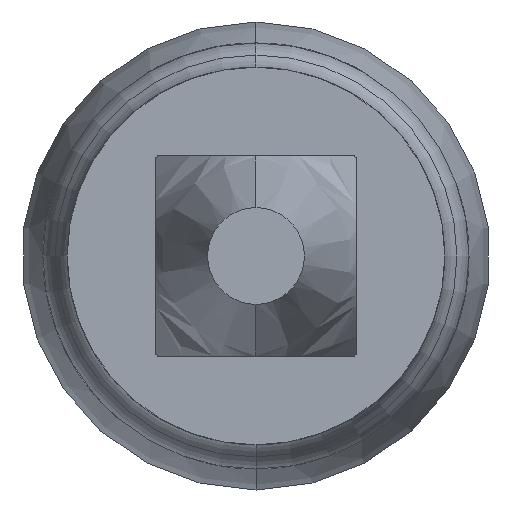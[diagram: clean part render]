
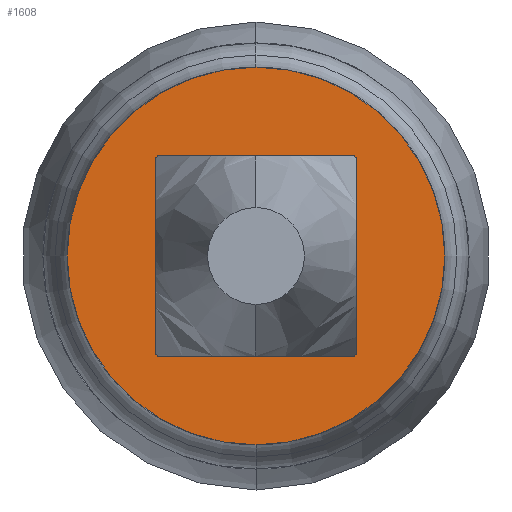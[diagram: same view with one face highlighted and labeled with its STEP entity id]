
A CAD part, front view. The second image highlights one B-rep face of the part: STEP entity #1608.
In plain terms, the highlighted planar face has unit normal (0, -1, 0).
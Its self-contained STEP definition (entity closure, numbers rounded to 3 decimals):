
#111 = ORIENTED_EDGE ( 'NONE', *, *, #4598, .F. ) ;
#121 = EDGE_CURVE ( 'Defeature ausgef�hrt1_1+Defeature ausgef�hrt1_35+Defeature ausgef�hrt1_38+Defeature ausgef�hrt1_39', #2454, #1195, #979, .T. ) ;
#131 = CARTESIAN_POINT ( 'NONE',  ( 0., -30., 0.585 ) ) ;
#152 = VECTOR ( 'NONE', #537, 1000. ) ;
#166 = DIRECTION ( 'NONE',  ( -1., 0., 0. ) ) ;
#212 = ORIENTED_EDGE ( 'NONE', *, *, #121, .T. ) ;
#219 = DIRECTION ( 'NONE',  ( 0., 0., 1. ) ) ;
#268 = VECTOR ( 'NONE', #219, 1000. ) ;
#303 = CIRCLE ( 'NONE', #4322, 0.435 ) ;
#310 = AXIS2_PLACEMENT_3D ( 'NONE', #626, #587, #2458 ) ;
#312 = ORIENTED_EDGE ( 'NONE', *, *, #2734, .F. ) ;
#369 = VECTOR ( 'NONE', #2313, 1000. ) ;
#377 = LINE ( 'NONE', #3819, #152 ) ;
#527 = DIRECTION ( 'NONE',  ( 0., 1., 0. ) ) ;
#537 = DIRECTION ( 'NONE',  ( 0., 0., -1. ) ) ;
#552 = VECTOR ( 'NONE', #166, 1000. ) ;
#587 = DIRECTION ( 'NONE',  ( 0., 1., 0. ) ) ;
#626 = CARTESIAN_POINT ( 'NONE',  ( 0., -30., 0. ) ) ;
#649 = DIRECTION ( 'NONE',  ( 0., 0., 1. ) ) ;
#661 = VERTEX_POINT ( 'NONE', #4816 ) ;
#968 = CIRCLE ( 'NONE', #4417, 0.435 ) ;
#970 = VERTEX_POINT ( 'NONE', #1677 ) ;
#979 = CIRCLE ( 'NONE', #3919, 0.435 ) ;
#998 = EDGE_LOOP ( 'NONE', ( #1019, #212, #1939, #2827, #111, #1077, #312, #3405 ) ) ;
#1019 = ORIENTED_EDGE ( 'NONE', *, *, #1971, .F. ) ;
#1027 = AXIS2_PLACEMENT_3D ( 'NONE', #3693, #1832, #2202 ) ;
#1059 = EDGE_LOOP ( 'NONE', ( #4304, #1432 ) ) ;
#1077 = ORIENTED_EDGE ( 'NONE', *, *, #2057, .T. ) ;
#1195 = VERTEX_POINT ( 'NONE', #4778 ) ;
#1279 = CARTESIAN_POINT ( 'NONE',  ( 0., -30., 0. ) ) ;
#1289 = EDGE_CURVE ( 'Defeature ausgef�hrt1_2+Defeature ausgef�hrt1_1+Defeature ausgef�hrt1_1+Defeature ausgef�hrt1_1', #661, #1522, #2829, .T. ) ;
#1374 = DIRECTION ( 'NONE',  ( 0., 0., 1. ) ) ;
#1377 = DIRECTION ( 'NONE',  ( 0., 1., 0. ) ) ;
#1432 = ORIENTED_EDGE ( 'NONE', *, *, #1289, .F. ) ;
#1513 = EDGE_CURVE ( 'Defeature ausgef�hrt1_39+Defeature ausgef�hrt1_1+Defeature ausgef�hrt1_33+Defeature ausgef�hrt1_35', #4502, #1195, #4162, .T. ) ;
#1522 = VERTEX_POINT ( 'NONE', #131 ) ;
#1608 = ADVANCED_FACE ( 'Defeature ausgef�hrt1_1', ( #4114, #3247 ), #3561, .F. ) ;
#1677 = CARTESIAN_POINT ( 'NONE',  ( 0.31, -30., -0.305 ) ) ;
#1679 = EDGE_CURVE ( 'Defeature ausgef�hrt1_1+Defeature ausgef�hrt1_36+Defeature ausgef�hrt1_37+Defeature ausgef�hrt1_38', #3787, #4328, #968, .T. ) ;
#1764 = DIRECTION ( 'NONE',  ( 0., 1., 0. ) ) ;
#1766 = DIRECTION ( 'NONE',  ( 0., 0., 1. ) ) ;
#1832 = DIRECTION ( 'NONE',  ( 0., 1., 0. ) ) ;
#1888 = CARTESIAN_POINT ( 'NONE',  ( -0.31, -30., -0.305 ) ) ;
#1916 = CARTESIAN_POINT ( 'NONE',  ( 0.31, -30., -0.31 ) ) ;
#1939 = ORIENTED_EDGE ( 'NONE', *, *, #1513, .F. ) ;
#1971 = EDGE_CURVE ( 'Defeature ausgef�hrt1_38+Defeature ausgef�hrt1_1+Defeature ausgef�hrt1_35+Defeature ausgef�hrt1_36', #2454, #4328, #377, .T. ) ;
#2057 = EDGE_CURVE ( 'Defeature ausgef�hrt1_1+Defeature ausgef�hrt1_34+Defeature ausgef�hrt1_40+Defeature ausgef�hrt1_37', #970, #2995, #4047, .T. ) ;
#2114 = AXIS2_PLACEMENT_3D ( 'NONE', #4332, #1764, #1374 ) ;
#2167 = CARTESIAN_POINT ( 'NONE',  ( 0., -30., 0. ) ) ;
#2202 = DIRECTION ( 'NONE',  ( 0., 0., 1. ) ) ;
#2252 = LINE ( 'NONE', #4661, #268 ) ;
#2313 = DIRECTION ( 'NONE',  ( 1., 0., 0. ) ) ;
#2389 = CARTESIAN_POINT ( 'NONE',  ( 0.31, -30., 0.31 ) ) ;
#2403 = CARTESIAN_POINT ( 'NONE',  ( -0.31, -30., 0.305 ) ) ;
#2406 = LINE ( 'NONE', #1916, #369 ) ;
#2454 = VERTEX_POINT ( 'NONE', #2403 ) ;
#2458 = DIRECTION ( 'NONE',  ( 0., 0., 1. ) ) ;
#2551 = DIRECTION ( 'NONE',  ( 0., 0., 1. ) ) ;
#2561 = CARTESIAN_POINT ( 'NONE',  ( 0., -30., 0. ) ) ;
#2576 = DIRECTION ( 'NONE',  ( 0., 1., 0. ) ) ;
#2605 = CIRCLE ( 'NONE', #310, 0.585 ) ;
#2667 = EDGE_CURVE ( 'Defeature ausgef�hrt1_1+Defeature ausgef�hrt1_33+Defeature ausgef�hrt1_39+Defeature ausgef�hrt1_40', #4502, #3883, #303, .T. ) ;
#2734 = EDGE_CURVE ( 'Defeature ausgef�hrt1_37+Defeature ausgef�hrt1_1+Defeature ausgef�hrt1_36+Defeature ausgef�hrt1_34', #3787, #2995, #2406, .T. ) ;
#2827 = ORIENTED_EDGE ( 'NONE', *, *, #2667, .T. ) ;
#2829 = CIRCLE ( 'NONE', #1027, 0.585 ) ;
#2995 = VERTEX_POINT ( 'NONE', #3979 ) ;
#3110 = CARTESIAN_POINT ( 'NONE',  ( 0.305, -30., 0.31 ) ) ;
#3163 = CARTESIAN_POINT ( 'NONE',  ( -0.305, -30., -0.31 ) ) ;
#3171 = DIRECTION ( 'NONE',  ( 0., 0., 1. ) ) ;
#3247 = FACE_OUTER_BOUND ( 'NONE', #1059, .T. ) ;
#3252 = DIRECTION ( 'NONE',  ( 0., 1., 0. ) ) ;
#3405 = ORIENTED_EDGE ( 'NONE', *, *, #1679, .T. ) ;
#3561 = PLANE ( 'NONE',  #2114 ) ;
#3693 = CARTESIAN_POINT ( 'NONE',  ( 0., -30., 0. ) ) ;
#3787 = VERTEX_POINT ( 'NONE', #3163 ) ;
#3819 = CARTESIAN_POINT ( 'NONE',  ( -0.31, -30., -0.31 ) ) ;
#3883 = VERTEX_POINT ( 'NONE', #4305 ) ;
#3919 = AXIS2_PLACEMENT_3D ( 'NONE', #2561, #3252, #1766 ) ;
#3979 = CARTESIAN_POINT ( 'NONE',  ( 0.305, -30., -0.31 ) ) ;
#4047 = CIRCLE ( 'NONE', #4752, 0.435 ) ;
#4114 = FACE_BOUND ( 'NONE', #998, .T. ) ;
#4162 = LINE ( 'NONE', #2389, #552 ) ;
#4304 = ORIENTED_EDGE ( 'NONE', *, *, #4542, .F. ) ;
#4305 = CARTESIAN_POINT ( 'NONE',  ( 0.31, -30., 0.305 ) ) ;
#4322 = AXIS2_PLACEMENT_3D ( 'NONE', #4734, #1377, #2551 ) ;
#4328 = VERTEX_POINT ( 'NONE', #1888 ) ;
#4332 = CARTESIAN_POINT ( 'NONE',  ( 0.585, -30., 0. ) ) ;
#4417 = AXIS2_PLACEMENT_3D ( 'NONE', #2167, #2576, #649 ) ;
#4502 = VERTEX_POINT ( 'NONE', #3110 ) ;
#4542 = EDGE_CURVE ( 'Defeature ausgef�hrt1_2+Defeature ausgef�hrt1_1+Defeature ausgef�hrt1_1+Defeature ausgef�hrt1_1', #1522, #661, #2605, .T. ) ;
#4598 = EDGE_CURVE ( 'Defeature ausgef�hrt1_40+Defeature ausgef�hrt1_1+Defeature ausgef�hrt1_34+Defeature ausgef�hrt1_33', #970, #3883, #2252, .T. ) ;
#4661 = CARTESIAN_POINT ( 'NONE',  ( 0.31, -30., -0.31 ) ) ;
#4734 = CARTESIAN_POINT ( 'NONE',  ( 0., -30., 0. ) ) ;
#4752 = AXIS2_PLACEMENT_3D ( 'NONE', #1279, #527, #3171 ) ;
#4778 = CARTESIAN_POINT ( 'NONE',  ( -0.305, -30., 0.31 ) ) ;
#4816 = CARTESIAN_POINT ( 'NONE',  ( 0., -30., -0.585 ) ) ;
